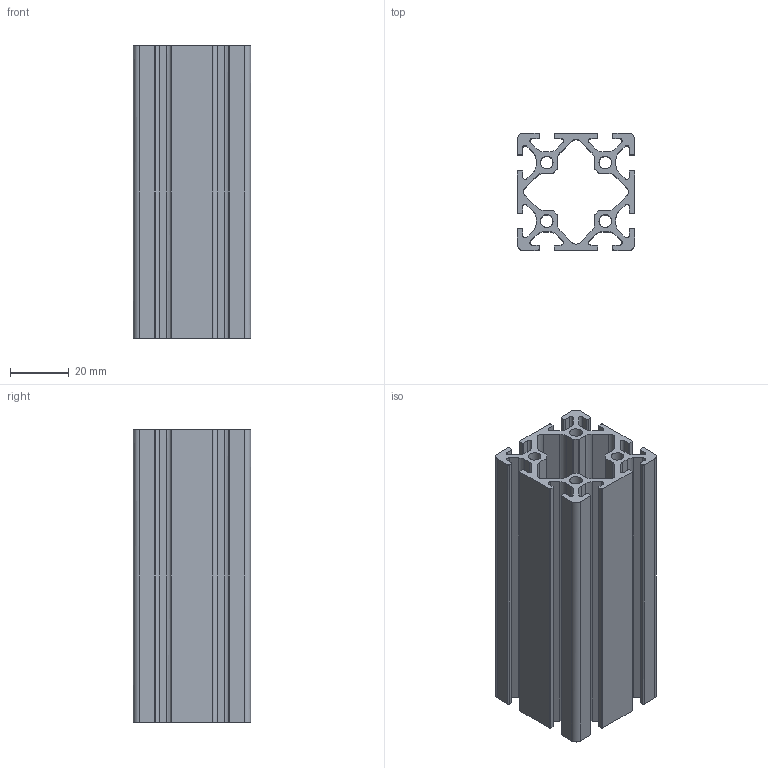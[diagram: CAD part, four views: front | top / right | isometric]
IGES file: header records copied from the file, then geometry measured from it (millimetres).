
Global section: file name: 102440; native system: Autodesk Inventor 2016; preprocessor: unknown; author: Špaček,,; organization: 11; date: 20180429.124621; units: millimetre
Bounding box: 40 x 40 x 100 mm (x, y, z)
Volume: 51268.8 mm3; surface area: 49113.2 mm2
Topology: 1 solids, 1 shells, 182 faces, 544 edges, 364 vertices
Faces by surface type: bspline 182
